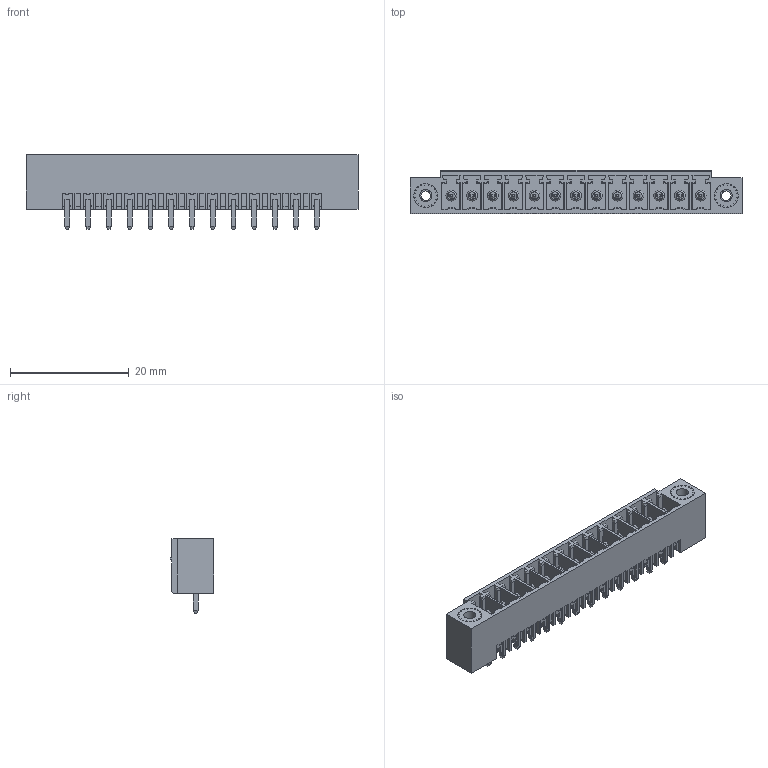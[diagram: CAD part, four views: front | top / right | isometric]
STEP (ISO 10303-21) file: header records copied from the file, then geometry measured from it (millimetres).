
FILE_DESCRIPTION(('STEP AP214'),'1');
FILE_NAME('PV13-3,5-V-K.stp','2018-11-29T11:26:52',(' '),(' '),'Spatial InterOp 3D',' ',' ');
FILE_SCHEMA(('AUTOMOTIVE_DESIGN { 1 0 10303 214 1 1 1 1 }'));
Length unit declared in the file: metre
Products named in the file (1): 1
Bounding box: 55.9 x 7.25 x 12.6 mm (x, y, z)
Volume: 2020.5 mm3; surface area: 4469.9 mm2
Topology: 1 solids, 1 shells, 1038 faces, 2641 edges, 1684 vertices
Faces by surface type: plane 930, cylinder 82, torus 13, cone 13
Full cylindrical faces by diameter (mm): 1.6 x2, 1.8 x13, 2.05 x2
Entity records: 38567 total; most frequent: CARTESIAN_POINT 5378, ORIENTED_EDGE 5188, DIRECTION 4836, EDGE_CURVE 2594, LINE 2378, VECTOR 2378, VERTEX_POINT 1667, AXIS2_PLACEMENT_3D 1229
